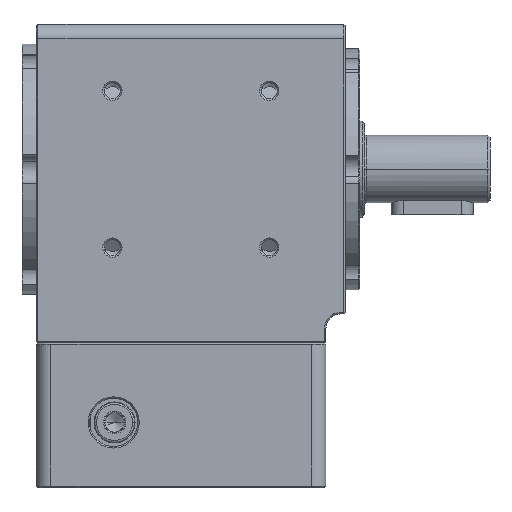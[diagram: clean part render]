
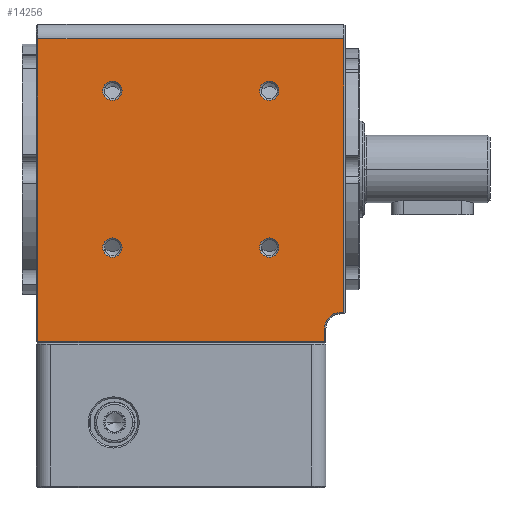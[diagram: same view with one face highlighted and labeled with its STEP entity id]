
A CAD part, front view. The second image highlights one B-rep face of the part: STEP entity #14256.
In plain terms, the highlighted planar face has unit normal (0, -1, 0).
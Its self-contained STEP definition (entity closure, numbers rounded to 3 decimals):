
#629=DIRECTION('',(-1.,0.,0.));
#630=VECTOR('',#629,63.4);
#631=CARTESIAN_POINT('',(68.7,-30.,27.));
#632=LINE('',#631,#630);
#637=DIRECTION('',(-1.,0.,0.));
#638=VECTOR('',#637,59.4);
#639=CARTESIAN_POINT('',(64.7,-30.,-35.7));
#640=LINE('',#639,#638);
#641=DIRECTION('',(-1.,0.,0.));
#642=VECTOR('',#641,0.7);
#643=CARTESIAN_POINT('',(68.7,-30.,-29.7));
#644=LINE('',#643,#642);
#645=CARTESIAN_POINT('',(68.,-30.,-33.));
#646=DIRECTION('',(0.,-1.,0.));
#647=DIRECTION('',(0.,0.,1.));
#648=AXIS2_PLACEMENT_3D('',#645,#646,#647);
#650=DIRECTION('',(0.,0.,-1.));
#651=VECTOR('',#650,2.7);
#652=CARTESIAN_POINT('',(64.7,-30.,-33.));
#653=LINE('',#652,#651);
#654=CARTESIAN_POINT('',(20.737,-30.,16.263));
#655=DIRECTION('',(0.,-1.,0.));
#656=DIRECTION('',(0.,0.,1.));
#657=AXIS2_PLACEMENT_3D('',#654,#655,#656);
#659=CARTESIAN_POINT('',(20.737,-30.,16.263));
#660=DIRECTION('',(0.,-1.,0.));
#661=DIRECTION('',(0.,0.,-1.));
#662=AXIS2_PLACEMENT_3D('',#659,#660,#661);
#664=CARTESIAN_POINT('',(20.737,-30.,-16.263));
#665=DIRECTION('',(0.,-1.,0.));
#666=DIRECTION('',(0.,0.,1.));
#667=AXIS2_PLACEMENT_3D('',#664,#665,#666);
#669=CARTESIAN_POINT('',(20.737,-30.,-16.263));
#670=DIRECTION('',(0.,-1.,0.));
#671=DIRECTION('',(0.,0.,-1.));
#672=AXIS2_PLACEMENT_3D('',#669,#670,#671);
#674=CARTESIAN_POINT('',(53.263,-30.,-16.263));
#675=DIRECTION('',(0.,-1.,0.));
#676=DIRECTION('',(0.,0.,1.));
#677=AXIS2_PLACEMENT_3D('',#674,#675,#676);
#679=CARTESIAN_POINT('',(53.263,-30.,-16.263));
#680=DIRECTION('',(0.,-1.,0.));
#681=DIRECTION('',(0.,0.,-1.));
#682=AXIS2_PLACEMENT_3D('',#679,#680,#681);
#684=CARTESIAN_POINT('',(53.263,-30.,16.263));
#685=DIRECTION('',(0.,-1.,0.));
#686=DIRECTION('',(0.,0.,1.));
#687=AXIS2_PLACEMENT_3D('',#684,#685,#686);
#689=CARTESIAN_POINT('',(53.263,-30.,16.263));
#690=DIRECTION('',(0.,-1.,0.));
#691=DIRECTION('',(0.,0.,-1.));
#692=AXIS2_PLACEMENT_3D('',#689,#690,#691);
#4549=DIRECTION('',(0.,0.,1.));
#4550=VECTOR('',#4549,56.7);
#4551=CARTESIAN_POINT('',(68.7,-30.,
-29.7));
#4552=LINE('',#4551,#4550);
#4587=DIRECTION('',(0.,0.,-1.));
#4588=VECTOR('',#4587,62.7);
#4589=CARTESIAN_POINT('',(5.3,-30.,27.));
#4590=LINE('',#4589,#4588);
#11154=CARTESIAN_POINT('',(5.3,-30.,27.));
#11155=VERTEX_POINT('',#11154);
#11174=CARTESIAN_POINT('',(5.3,-30.,
-35.7));
#11175=VERTEX_POINT('',#11174);
#11176=CARTESIAN_POINT('',(64.7,-30.,
-35.7));
#11177=VERTEX_POINT('',#11176);
#11178=CARTESIAN_POINT('',(68.7,-30.,
27.));
#11179=VERTEX_POINT('',#11178);
#11180=CARTESIAN_POINT('',(68.7,-30.,
-29.7));
#11181=VERTEX_POINT('',#11180);
#11182=CARTESIAN_POINT('',(68.,-30.,
-29.7));
#11183=VERTEX_POINT('',#11182);
#11184=CARTESIAN_POINT('',(64.7,-30.,-33.));
#11185=VERTEX_POINT('',#11184);
#11186=CARTESIAN_POINT('',(20.737,-30.,18.263));
#11187=CARTESIAN_POINT('',(20.737,-30.,14.263));
#11188=VERTEX_POINT('',#11186);
#11189=VERTEX_POINT('',#11187);
#11190=CARTESIAN_POINT('',(20.737,-30.,-14.263));
#11191=CARTESIAN_POINT('',(20.737,-30.,-18.263));
#11192=VERTEX_POINT('',#11190);
#11193=VERTEX_POINT('',#11191);
#11194=CARTESIAN_POINT('',(53.263,-30.,-14.263));
#11195=CARTESIAN_POINT('',(53.263,-30.,-18.263));
#11196=VERTEX_POINT('',#11194);
#11197=VERTEX_POINT('',#11195);
#11198=CARTESIAN_POINT('',(53.263,-30.,18.263));
#11199=CARTESIAN_POINT('',(53.263,-30.,14.263));
#11200=VERTEX_POINT('',#11198);
#11201=VERTEX_POINT('',#11199);
#14212=CARTESIAN_POINT('',(0.,-30.,30.));
#14213=DIRECTION('',(0.,-1.,0.));
#14214=DIRECTION('',(0.,0.,1.));
#14215=AXIS2_PLACEMENT_3D('',#14212,#14213,#14214);
#14216=PLANE('',#14215);
#14218=ORIENTED_EDGE('',*,*,#14217,.T.);
#14220=ORIENTED_EDGE('',*,*,#14219,.F.);
#14221=ORIENTED_EDGE('',*,*,#14202,.F.);
#14223=ORIENTED_EDGE('',*,*,#14222,.F.);
#14225=ORIENTED_EDGE('',*,*,#14224,.T.);
#14227=ORIENTED_EDGE('',*,*,#14226,.T.);
#14229=ORIENTED_EDGE('',*,*,#14228,.T.);
#14230=EDGE_LOOP('',(#14218,#14220,#14221,#14223,#14225,#14227,#14229));
#14231=FACE_OUTER_BOUND('',#14230,.F.);
#14233=ORIENTED_EDGE('',*,*,#14232,.T.);
#14235=ORIENTED_EDGE('',*,*,#14234,.T.);
#14236=EDGE_LOOP('',(#14233,#14235));
#14237=FACE_BOUND('',#14236,.F.);
#14239=ORIENTED_EDGE('',*,*,#14238,.T.);
#14241=ORIENTED_EDGE('',*,*,#14240,.T.);
#14242=EDGE_LOOP('',(#14239,#14241));
#14243=FACE_BOUND('',#14242,.F.);
#14245=ORIENTED_EDGE('',*,*,#14244,.T.);
#14247=ORIENTED_EDGE('',*,*,#14246,.T.);
#14248=EDGE_LOOP('',(#14245,#14247));
#14249=FACE_BOUND('',#14248,.F.);
#14251=ORIENTED_EDGE('',*,*,#14250,.T.);
#14253=ORIENTED_EDGE('',*,*,#14252,.T.);
#14254=EDGE_LOOP('',(#14251,#14253));
#14255=FACE_BOUND('',#14254,.F.);
#14256=ADVANCED_FACE('',(#14231,#14237,#14243,#14249,#14255),#14216,.T.);
#649=CIRCLE('',#648,3.3);
#658=CIRCLE('',#657,2.);
#663=CIRCLE('',#662,2.);
#668=CIRCLE('',#667,2.);
#673=CIRCLE('',#672,2.);
#678=CIRCLE('',#677,2.);
#683=CIRCLE('',#682,2.);
#688=CIRCLE('',#687,2.);
#693=CIRCLE('',#692,2.);
#14202=EDGE_CURVE('',#11179,#11155,#632,.T.);
#14217=EDGE_CURVE('',#11177,#11175,#640,.T.);
#14219=EDGE_CURVE('',#11155,#11175,#4590,.T.);
#14222=EDGE_CURVE('',#11181,#11179,#4552,.T.);
#14224=EDGE_CURVE('',#11181,#11183,#644,.T.);
#14226=EDGE_CURVE('',#11183,#11185,#649,.T.);
#14228=EDGE_CURVE('',#11185,#11177,#653,.T.);
#14232=EDGE_CURVE('',#11188,#11189,#658,.T.);
#14234=EDGE_CURVE('',#11189,#11188,#663,.T.);
#14238=EDGE_CURVE('',#11192,#11193,#668,.T.);
#14240=EDGE_CURVE('',#11193,#11192,#673,.T.);
#14244=EDGE_CURVE('',#11196,#11197,#678,.T.);
#14246=EDGE_CURVE('',#11197,#11196,#683,.T.);
#14250=EDGE_CURVE('',#11200,#11201,#688,.T.);
#14252=EDGE_CURVE('',#11201,#11200,#693,.T.);
